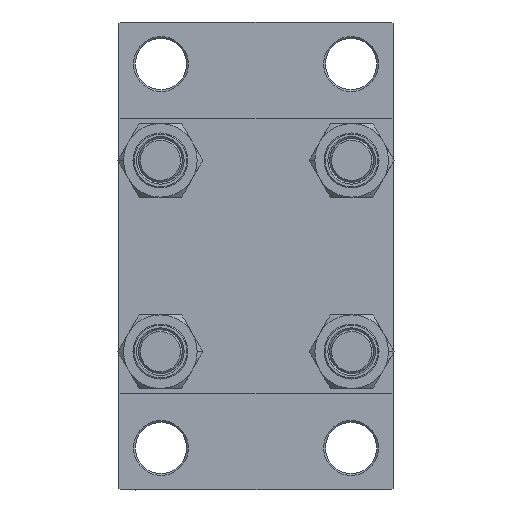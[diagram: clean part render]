
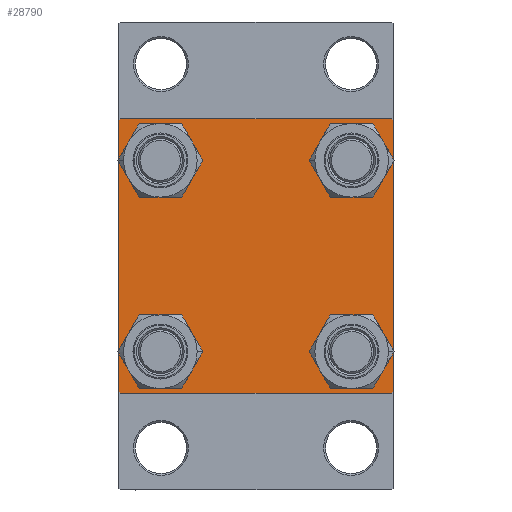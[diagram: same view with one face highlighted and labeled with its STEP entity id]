
A CAD part, left-side view. The second image highlights one B-rep face of the part: STEP entity #28790.
In plain terms, the highlighted planar face has unit normal (-1, 0, 0).
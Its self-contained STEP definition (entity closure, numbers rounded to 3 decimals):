
#158 = ORIENTED_EDGE ( 'NONE', *, *, #26492, .T. ) ;
#432 = EDGE_LOOP ( 'NONE', ( #17355, #38308 ) ) ;
#527 = CARTESIAN_POINT ( 'NONE',  ( 0., -37., 37.5 ) ) ;
#722 = DIRECTION ( 'NONE',  ( 0., 0., 1. ) ) ;
#1069 = CIRCLE ( 'NONE', #37840, 6.5 ) ;
#1520 = FACE_BOUND ( 'NONE', #31347, .T. ) ;
#1768 = CARTESIAN_POINT ( 'NONE',  ( 0., -26.15, -19.65 ) ) ;
#1997 = CARTESIAN_POINT ( 'NONE',  ( 0., 0., 0. ) ) ;
#2186 = DIRECTION ( 'NONE',  ( 0., 0., -1. ) ) ;
#2482 = ORIENTED_EDGE ( 'NONE', *, *, #3829, .T. ) ;
#2646 = CARTESIAN_POINT ( 'NONE',  ( 0., -26.15, 26.15 ) ) ;
#2670 = LINE ( 'NONE', #32626, #28623 ) ;
#2794 = DIRECTION ( 'NONE',  ( 0., 0., 1. ) ) ;
#2939 = DIRECTION ( 'NONE',  ( 0., 0., 1. ) ) ;
#3017 = CARTESIAN_POINT ( 'NONE',  ( 0., -37., -37.5 ) ) ;
#3073 = CARTESIAN_POINT ( 'NONE',  ( 0., 37.5, 37. ) ) ;
#3520 = EDGE_CURVE ( 'NONE', #12012, #19895, #38637, .T. ) ;
#3829 = EDGE_CURVE ( 'NONE', #32825, #6311, #10174, .T. ) ;
#3924 = VERTEX_POINT ( 'NONE', #3073 ) ;
#4350 = AXIS2_PLACEMENT_3D ( 'NONE', #2646, #42455, #35982 ) ;
#4358 = VECTOR ( 'NONE', #29177, 1000. ) ;
#4764 = VECTOR ( 'NONE', #27030, 1000. ) ;
#5473 = DIRECTION ( 'NONE',  ( 0., 0., -1. ) ) ;
#5499 = EDGE_CURVE ( 'NONE', #22957, #10932, #2670, .T. ) ;
#5619 = VERTEX_POINT ( 'NONE', #7663 ) ;
#5758 = CARTESIAN_POINT ( 'NONE',  ( 0., -37.5, 37.5 ) ) ;
#5774 = CIRCLE ( 'NONE', #4350, 6.5 ) ;
#5918 = CARTESIAN_POINT ( 'NONE',  ( 0., 26.15, -19.65 ) ) ;
#5954 = CARTESIAN_POINT ( 'NONE',  ( 0., 26.15, -32.65 ) ) ;
#6160 = CARTESIAN_POINT ( 'NONE',  ( 0., 26.15, 26.15 ) ) ;
#6311 = VERTEX_POINT ( 'NONE', #5918 ) ;
#7663 = CARTESIAN_POINT ( 'NONE',  ( 0., -26.15, 19.65 ) ) ;
#7861 = EDGE_CURVE ( 'NONE', #10932, #31254, #11079, .T. ) ;
#8660 = CARTESIAN_POINT ( 'NONE',  ( 0., -26.15, 32.65 ) ) ;
#9968 = CARTESIAN_POINT ( 'NONE',  ( 0., -26.15, -26.15 ) ) ;
#9991 = VERTEX_POINT ( 'NONE', #21546 ) ;
#10174 = CIRCLE ( 'NONE', #20918, 6.5 ) ;
#10693 = ORIENTED_EDGE ( 'NONE', *, *, #30540, .F. ) ;
#10932 = VERTEX_POINT ( 'NONE', #39088 ) ;
#11079 = LINE ( 'NONE', #22555, #41603 ) ;
#11363 = EDGE_CURVE ( 'NONE', #12012, #22267, #29163, .T. ) ;
#11441 = LINE ( 'NONE', #26043, #4358 ) ;
#12012 = VERTEX_POINT ( 'NONE', #16320 ) ;
#12304 = VERTEX_POINT ( 'NONE', #33071 ) ;
#12412 = CARTESIAN_POINT ( 'NONE',  ( 0., 37.25, 37.25 ) ) ;
#12452 = CARTESIAN_POINT ( 'NONE',  ( 0., 37.5, 37.5 ) ) ;
#12834 = CARTESIAN_POINT ( 'NONE',  ( 0., -37.5, -37. ) ) ;
#12872 = VERTEX_POINT ( 'NONE', #33899 ) ;
#13687 = DIRECTION ( 'NONE',  ( 0., -0.707, -0.707 ) ) ;
#13946 = DIRECTION ( 'NONE',  ( 1., 0., 0. ) ) ;
#14260 = ORIENTED_EDGE ( 'NONE', *, *, #11363, .T. ) ;
#15091 = VECTOR ( 'NONE', #5473, 1000. ) ;
#15168 = EDGE_CURVE ( 'NONE', #31254, #19895, #11441, .T. ) ;
#15249 = CARTESIAN_POINT ( 'NONE',  ( 0., -37.25, 37.25 ) ) ;
#15370 = DIRECTION ( 'NONE',  ( 0., -1., 0. ) ) ;
#15923 = DIRECTION ( 'NONE',  ( 1., 0., 0. ) ) ;
#16011 = ORIENTED_EDGE ( 'NONE', *, *, #31331, .T. ) ;
#16142 = DIRECTION ( 'NONE',  ( -1., 0., 0. ) ) ;
#16320 = CARTESIAN_POINT ( 'NONE',  ( 0., -37.5, 37. ) ) ;
#16378 = FACE_BOUND ( 'NONE', #27326, .T. ) ;
#17355 = ORIENTED_EDGE ( 'NONE', *, *, #35399, .T. ) ;
#17946 = CIRCLE ( 'NONE', #35548, 6.5 ) ;
#19264 = CARTESIAN_POINT ( 'NONE',  ( 0., -26.15, 26.15 ) ) ;
#19895 = VERTEX_POINT ( 'NONE', #12834 ) ;
#20091 = DIRECTION ( 'NONE',  ( 1., 0., 0. ) ) ;
#20102 = CARTESIAN_POINT ( 'NONE',  ( 0., 37.5, -37. ) ) ;
#20235 = EDGE_CURVE ( 'NONE', #6311, #32825, #29739, .T. ) ;
#20479 = DIRECTION ( 'NONE',  ( 1., 0., 0. ) ) ;
#20682 = ORIENTED_EDGE ( 'NONE', *, *, #36800, .T. ) ;
#20786 = DIRECTION ( 'NONE',  ( 1., 0., 0. ) ) ;
#20918 = AXIS2_PLACEMENT_3D ( 'NONE', #38348, #20091, #34742 ) ;
#21187 = CARTESIAN_POINT ( 'NONE',  ( 0., 26.15, 26.15 ) ) ;
#21189 = ORIENTED_EDGE ( 'NONE', *, *, #20235, .T. ) ;
#21481 = ORIENTED_EDGE ( 'NONE', *, *, #3520, .F. ) ;
#21546 = CARTESIAN_POINT ( 'NONE',  ( 0., 37., 37.5 ) ) ;
#22267 = VERTEX_POINT ( 'NONE', #527 ) ;
#22555 = CARTESIAN_POINT ( 'NONE',  ( 0., 37.5, -37.5 ) ) ;
#22957 = VERTEX_POINT ( 'NONE', #20102 ) ;
#23058 = VECTOR ( 'NONE', #42761, 1000. ) ;
#24115 = ORIENTED_EDGE ( 'NONE', *, *, #15168, .T. ) ;
#24215 = CIRCLE ( 'NONE', #30343, 6.5 ) ;
#24534 = DIRECTION ( 'NONE',  ( 0., 0., 1. ) ) ;
#25392 = CIRCLE ( 'NONE', #29228, 6.5 ) ;
#26043 = CARTESIAN_POINT ( 'NONE',  ( 0., -37.25, -37.25 ) ) ;
#26492 = EDGE_CURVE ( 'NONE', #12872, #39167, #31520, .T. ) ;
#26919 = PLANE ( 'NONE',  #39246 ) ;
#26986 = ORIENTED_EDGE ( 'NONE', *, *, #5499, .T. ) ;
#27030 = DIRECTION ( 'NONE',  ( 0., 0.707, -0.707 ) ) ;
#27326 = EDGE_LOOP ( 'NONE', ( #16011, #32157 ) ) ;
#27726 = EDGE_CURVE ( 'NONE', #9991, #3924, #30616, .T. ) ;
#28100 = AXIS2_PLACEMENT_3D ( 'NONE', #43684, #13946, #2939 ) ;
#28221 = ORIENTED_EDGE ( 'NONE', *, *, #47432, .T. ) ;
#28623 = VECTOR ( 'NONE', #13687, 1000. ) ;
#28790 = ADVANCED_FACE ( 'NONE', ( #16378, #30519, #1520, #45878, #46100 ), #26919, .T. ) ;
#29163 = LINE ( 'NONE', #15249, #33277 ) ;
#29177 = DIRECTION ( 'NONE',  ( 0., -0.707, 0.707 ) ) ;
#29228 = AXIS2_PLACEMENT_3D ( 'NONE', #19264, #15923, #45168 ) ;
#29739 = CIRCLE ( 'NONE', #28100, 6.5 ) ;
#29951 = CARTESIAN_POINT ( 'NONE',  ( 0., -26.15, -26.15 ) ) ;
#30343 = AXIS2_PLACEMENT_3D ( 'NONE', #6160, #20786, #35442 ) ;
#30519 = FACE_BOUND ( 'NONE', #33522, .T. ) ;
#30540 = EDGE_CURVE ( 'NONE', #9991, #22267, #31475, .T. ) ;
#30616 = LINE ( 'NONE', #12412, #4764 ) ;
#30735 = AXIS2_PLACEMENT_3D ( 'NONE', #29951, #33572, #722 ) ;
#31254 = VERTEX_POINT ( 'NONE', #3017 ) ;
#31331 = EDGE_CURVE ( 'NONE', #40488, #5619, #25392, .T. ) ;
#31347 = EDGE_LOOP ( 'NONE', ( #21189, #2482 ) ) ;
#31475 = LINE ( 'NONE', #32613, #23058 ) ;
#31520 = CIRCLE ( 'NONE', #30735, 6.5 ) ;
#31629 = VECTOR ( 'NONE', #2186, 1000. ) ;
#32136 = VERTEX_POINT ( 'NONE', #33727 ) ;
#32157 = ORIENTED_EDGE ( 'NONE', *, *, #43085, .T. ) ;
#32613 = CARTESIAN_POINT ( 'NONE',  ( 0., 37.5, 37.5 ) ) ;
#32626 = CARTESIAN_POINT ( 'NONE',  ( 0., 37.25, -37.25 ) ) ;
#32825 = VERTEX_POINT ( 'NONE', #5954 ) ;
#33071 = CARTESIAN_POINT ( 'NONE',  ( 0., 26.15, 32.65 ) ) ;
#33277 = VECTOR ( 'NONE', #44497, 1000. ) ;
#33522 = EDGE_LOOP ( 'NONE', ( #20682, #158 ) ) ;
#33572 = DIRECTION ( 'NONE',  ( 1., 0., 0. ) ) ;
#33727 = CARTESIAN_POINT ( 'NONE',  ( 0., 26.15, 19.65 ) ) ;
#33899 = CARTESIAN_POINT ( 'NONE',  ( 0., -26.15, -32.65 ) ) ;
#34225 = ORIENTED_EDGE ( 'NONE', *, *, #27726, .T. ) ;
#34607 = DIRECTION ( 'NONE',  ( 0., 0., 1. ) ) ;
#34742 = DIRECTION ( 'NONE',  ( 0., 0., 1. ) ) ;
#35399 = EDGE_CURVE ( 'NONE', #12304, #32136, #1069, .T. ) ;
#35442 = DIRECTION ( 'NONE',  ( 0., 0., 1. ) ) ;
#35548 = AXIS2_PLACEMENT_3D ( 'NONE', #9968, #39008, #2794 ) ;
#35982 = DIRECTION ( 'NONE',  ( 0., 0., 1. ) ) ;
#36021 = ORIENTED_EDGE ( 'NONE', *, *, #7861, .T. ) ;
#36800 = EDGE_CURVE ( 'NONE', #39167, #12872, #17946, .T. ) ;
#37840 = AXIS2_PLACEMENT_3D ( 'NONE', #21187, #20479, #24534 ) ;
#38308 = ORIENTED_EDGE ( 'NONE', *, *, #45497, .T. ) ;
#38348 = CARTESIAN_POINT ( 'NONE',  ( 0., 26.15, -26.15 ) ) ;
#38637 = LINE ( 'NONE', #5758, #31629 ) ;
#39008 = DIRECTION ( 'NONE',  ( 1., 0., 0. ) ) ;
#39088 = CARTESIAN_POINT ( 'NONE',  ( 0., 37., -37.5 ) ) ;
#39167 = VERTEX_POINT ( 'NONE', #1768 ) ;
#39246 = AXIS2_PLACEMENT_3D ( 'NONE', #1997, #16142, #34607 ) ;
#40488 = VERTEX_POINT ( 'NONE', #8660 ) ;
#41603 = VECTOR ( 'NONE', #15370, 1000. ) ;
#41707 = LINE ( 'NONE', #12452, #15091 ) ;
#42455 = DIRECTION ( 'NONE',  ( 1., 0., 0. ) ) ;
#42761 = DIRECTION ( 'NONE',  ( 0., -1., 0. ) ) ;
#43085 = EDGE_CURVE ( 'NONE', #5619, #40488, #5774, .T. ) ;
#43684 = CARTESIAN_POINT ( 'NONE',  ( 0., 26.15, -26.15 ) ) ;
#44384 = EDGE_LOOP ( 'NONE', ( #28221, #26986, #36021, #24115, #21481, #14260, #10693, #34225 ) ) ;
#44497 = DIRECTION ( 'NONE',  ( 0., 0.707, 0.707 ) ) ;
#45168 = DIRECTION ( 'NONE',  ( 0., 0., 1. ) ) ;
#45497 = EDGE_CURVE ( 'NONE', #32136, #12304, #24215, .T. ) ;
#45878 = FACE_BOUND ( 'NONE', #432, .T. ) ;
#46100 = FACE_OUTER_BOUND ( 'NONE', #44384, .T. ) ;
#47432 = EDGE_CURVE ( 'NONE', #3924, #22957, #41707, .T. ) ;
